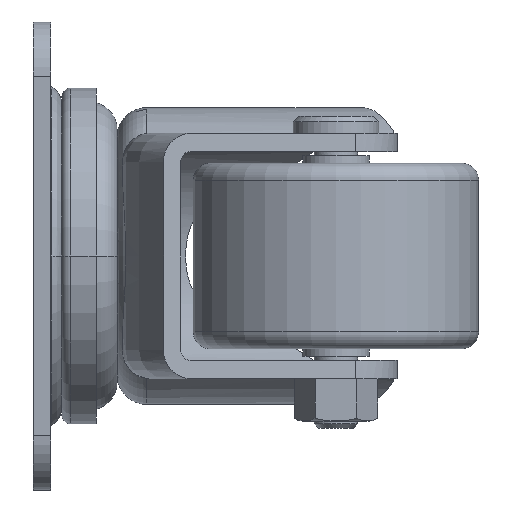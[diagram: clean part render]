
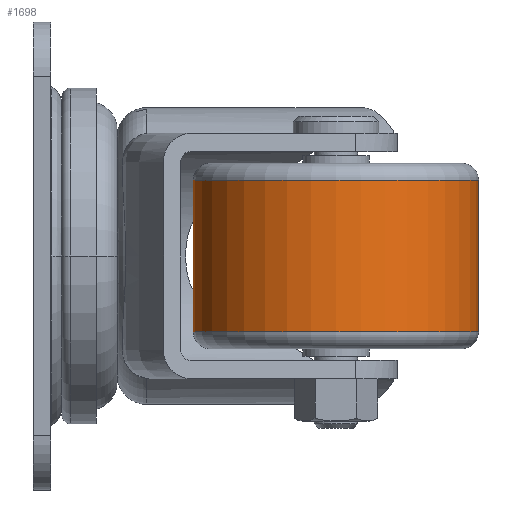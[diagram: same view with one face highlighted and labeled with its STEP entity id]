
A CAD part, left-side view. The second image highlights one B-rep face of the part: STEP entity #1698.
In plain terms, the highlighted cylindrical face has radius 25 mm (diameter 50 mm), a partial arc.
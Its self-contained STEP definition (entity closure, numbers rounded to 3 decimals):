
#3 = ORIENTED_EDGE ( 'NONE', *, *, #3263, .F. ) ;
#7 = ORIENTED_EDGE ( 'NONE', *, *, #3442, .F. ) ;
#9 = ORIENTED_EDGE ( 'NONE', *, *, #1614, .T. ) ;
#23 = ORIENTED_EDGE ( 'NONE', *, *, #3265, .T. ) ;
#277 = VERTEX_POINT ( 'NONE', #972 ) ;
#281 = VERTEX_POINT ( 'NONE', #976 ) ;
#282 = VERTEX_POINT ( 'NONE', #977 ) ;
#283 = VERTEX_POINT ( 'NONE', #978 ) ;
#746 = EDGE_LOOP ( 'NONE', ( #7, #23, #9, #3 ) ) ;
#972 = CARTESIAN_POINT ( 'NONE',  ( -18., -78.2, -13.25 ) ) ;
#976 = CARTESIAN_POINT ( 'NONE',  ( -18., -28.2, -13.25 ) ) ;
#977 = CARTESIAN_POINT ( 'NONE',  ( -18., -78.2, 13.25 ) ) ;
#978 = CARTESIAN_POINT ( 'NONE',  ( -18., -28.2, 13.25 ) ) ;
#1325 = VECTOR ( 'NONE', #3145, 1000. ) ;
#1614 = EDGE_CURVE ( 'NONE', #277, #282, #3143, .T. ) ;
#1698 = ADVANCED_FACE ( 'NONE', ( #3676 ), #3651, .T. ) ;
#2056 = CARTESIAN_POINT ( 'NONE',  ( -18., -53.2, 13.25 ) ) ;
#2057 = DIRECTION ( 'NONE',  ( 0., 0., 1. ) ) ;
#2058 = DIRECTION ( 'NONE',  ( 0., -1., 0. ) ) ;
#2062 = CARTESIAN_POINT ( 'NONE',  ( -18., -53.2, -13.25 ) ) ;
#2063 = DIRECTION ( 'NONE',  ( 0., 0., 1. ) ) ;
#2064 = DIRECTION ( 'NONE',  ( 0., -1., 0. ) ) ;
#2555 = LINE ( 'NONE', #2556, #3571 ) ;
#2556 = CARTESIAN_POINT ( 'NONE',  ( -18., -28.2, 18.3 ) ) ;
#2557 = DIRECTION ( 'NONE',  ( 0., 0., 1. ) ) ;
#3143 = LINE ( 'NONE', #3144, #1325 ) ;
#3144 = CARTESIAN_POINT ( 'NONE',  ( -18., -78.2, 18.3 ) ) ;
#3145 = DIRECTION ( 'NONE',  ( 0., 0., 1. ) ) ;
#3263 = EDGE_CURVE ( 'NONE', #283, #282, #3601, .T. ) ;
#3265 = EDGE_CURVE ( 'NONE', #281, #277, #3591, .T. ) ;
#3442 = EDGE_CURVE ( 'NONE', #281, #283, #2555, .T. ) ;
#3571 = VECTOR ( 'NONE', #2557, 1000. ) ;
#3591 = CIRCLE ( 'NONE', #3835, 25. ) ;
#3601 = CIRCLE ( 'NONE', #3692, 25. ) ;
#3650 = AXIS2_PLACEMENT_3D ( 'NONE', #4397, #4398, #4399 ) ;
#3651 = CYLINDRICAL_SURFACE ( 'NONE', #3650, 25. ) ;
#3676 = FACE_OUTER_BOUND ( 'NONE', #746, .T. ) ;
#3692 = AXIS2_PLACEMENT_3D ( 'NONE', #2056, #2057, #2058 ) ;
#3835 = AXIS2_PLACEMENT_3D ( 'NONE', #2062, #2063, #2064 ) ;
#4397 = CARTESIAN_POINT ( 'NONE',  ( -18., -53.2, 18.3 ) ) ;
#4398 = DIRECTION ( 'NONE',  ( 0., 0., 1. ) ) ;
#4399 = DIRECTION ( 'NONE',  ( 0., -1., 0. ) ) ;
